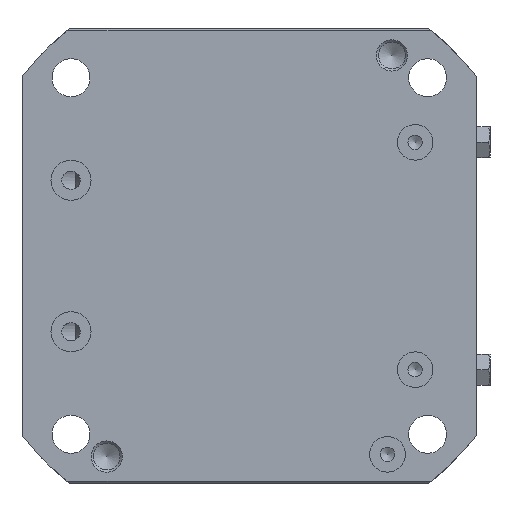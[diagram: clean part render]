
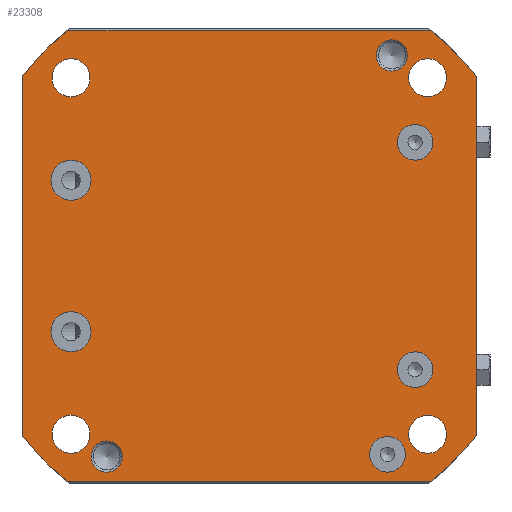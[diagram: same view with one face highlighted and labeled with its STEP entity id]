
A CAD part, front view. The second image highlights one B-rep face of the part: STEP entity #23308.
In plain terms, the highlighted planar face has unit normal (0, -1, 0).
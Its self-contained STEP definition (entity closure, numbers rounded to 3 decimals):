
#939=FACE_BOUND('',#7986,.T.);
#940=FACE_BOUND('',#7987,.T.);
#941=FACE_BOUND('',#7988,.T.);
#942=FACE_BOUND('',#7989,.T.);
#943=FACE_BOUND('',#7990,.T.);
#944=FACE_BOUND('',#7991,.T.);
#945=FACE_BOUND('',#7992,.T.);
#946=FACE_BOUND('',#7993,.T.);
#947=FACE_BOUND('',#7994,.T.);
#948=FACE_BOUND('',#7995,.T.);
#949=FACE_BOUND('',#7996,.T.);
#1221=LINE('',#33920,#3953);
#1266=LINE('',#34029,#3998);
#1268=LINE('',#34035,#4000);
#1269=LINE('',#34040,#4001);
#3953=VECTOR('',#27252,80.598);
#3998=VECTOR('',#27323,80.598);
#4000=VECTOR('',#27329,81.847);
#4001=VECTOR('',#27334,81.847);
#6775=FACE_OUTER_BOUND('',#7985,.T.);
#7985=EDGE_LOOP('',(#16059,#16060,#16061,#16062,#16063,#16064,#16065,#16066));
#7986=EDGE_LOOP('',(#16067));
#7987=EDGE_LOOP('',(#16068));
#7988=EDGE_LOOP('',(#16069));
#7989=EDGE_LOOP('',(#16070));
#7990=EDGE_LOOP('',(#16071));
#7991=EDGE_LOOP('',(#16072,#16073));
#7992=EDGE_LOOP('',(#16074,#16075));
#7993=EDGE_LOOP('',(#16076,#16077));
#7994=EDGE_LOOP('',(#16078,#16079));
#7995=EDGE_LOOP('',(#16080,#16081));
#7996=EDGE_LOOP('',(#16082,#16083));
#9104=CIRCLE('',#24641,4.5);
#9106=CIRCLE('',#24645,4.5);
#9108=CIRCLE('',#24649,4.);
#9110=CIRCLE('',#24653,4.);
#9112=CIRCLE('',#24657,4.);
#9201=CIRCLE('',#24853,3.5);
#9202=CIRCLE('',#24854,3.5);
#9207=CIRCLE('',#24862,3.5);
#9208=CIRCLE('',#24863,3.5);
#9211=CIRCLE('',#24869,4.25);
#9212=CIRCLE('',#24870,4.25);
#9215=CIRCLE('',#24874,4.25);
#9216=CIRCLE('',#24875,4.25);
#9219=CIRCLE('',#24879,4.25);
#9220=CIRCLE('',#24880,4.25);
#9223=CIRCLE('',#24884,4.25);
#9224=CIRCLE('',#24885,4.25);
#9239=CIRCLE('',#24904,65.);
#9240=CIRCLE('',#24905,65.);
#9241=CIRCLE('',#24906,65.);
#9242=CIRCLE('',#24907,65.);
#9551=VERTEX_POINT('',#33158);
#9553=VERTEX_POINT('',#33165);
#9555=VERTEX_POINT('',#33172);
#9557=VERTEX_POINT('',#33179);
#9559=VERTEX_POINT('',#33186);
#9743=VERTEX_POINT('',#33837);
#9744=VERTEX_POINT('',#33839);
#9750=VERTEX_POINT('',#33856);
#9751=VERTEX_POINT('',#33858);
#9755=VERTEX_POINT('',#33871);
#9756=VERTEX_POINT('',#33872);
#9759=VERTEX_POINT('',#33881);
#9760=VERTEX_POINT('',#33882);
#9763=VERTEX_POINT('',#33891);
#9764=VERTEX_POINT('',#33892);
#9767=VERTEX_POINT('',#33901);
#9768=VERTEX_POINT('',#33902);
#9774=VERTEX_POINT('',#33917);
#9775=VERTEX_POINT('',#33919);
#9825=VERTEX_POINT('',#34026);
#9826=VERTEX_POINT('',#34028);
#9827=VERTEX_POINT('',#34032);
#9828=VERTEX_POINT('',#34034);
#9829=VERTEX_POINT('',#34037);
#9830=VERTEX_POINT('',#34039);
#11891=EDGE_CURVE('',#9551,#9551,#9104,.T.);
#11894=EDGE_CURVE('',#9553,#9553,#9106,.T.);
#11897=EDGE_CURVE('',#9555,#9555,#9108,.T.);
#11900=EDGE_CURVE('',#9557,#9557,#9110,.T.);
#11903=EDGE_CURVE('',#9559,#9559,#9112,.T.);
#12174=EDGE_CURVE('',#9743,#9744,#9201,.T.);
#12175=EDGE_CURVE('',#9744,#9743,#9202,.T.);
#12183=EDGE_CURVE('',#9750,#9751,#9207,.T.);
#12184=EDGE_CURVE('',#9751,#9750,#9208,.T.);
#12189=EDGE_CURVE('',#9755,#9756,#9211,.T.);
#12190=EDGE_CURVE('',#9756,#9755,#9212,.T.);
#12194=EDGE_CURVE('',#9759,#9760,#9215,.T.);
#12195=EDGE_CURVE('',#9760,#9759,#9216,.T.);
#12199=EDGE_CURVE('',#9763,#9764,#9219,.T.);
#12200=EDGE_CURVE('',#9764,#9763,#9220,.T.);
#12204=EDGE_CURVE('',#9767,#9768,#9223,.T.);
#12205=EDGE_CURVE('',#9768,#9767,#9224,.T.);
#12212=EDGE_CURVE('',#9774,#9775,#1221,.T.);
#12269=EDGE_CURVE('',#9826,#9825,#1266,.T.);
#12271=EDGE_CURVE('',#9774,#9827,#9239,.T.);
#12272=EDGE_CURVE('',#9827,#9828,#1268,.T.);
#12273=EDGE_CURVE('',#9828,#9826,#9240,.T.);
#12274=EDGE_CURVE('',#9825,#9829,#9241,.T.);
#12275=EDGE_CURVE('',#9830,#9829,#1269,.T.);
#12276=EDGE_CURVE('',#9830,#9775,#9242,.T.);
#16059=ORIENTED_EDGE('',*,*,#12271,.T.);
#16060=ORIENTED_EDGE('',*,*,#12272,.T.);
#16061=ORIENTED_EDGE('',*,*,#12273,.T.);
#16062=ORIENTED_EDGE('',*,*,#12269,.T.);
#16063=ORIENTED_EDGE('',*,*,#12274,.T.);
#16064=ORIENTED_EDGE('',*,*,#12275,.F.);
#16065=ORIENTED_EDGE('',*,*,#12276,.T.);
#16066=ORIENTED_EDGE('',*,*,#12212,.F.);
#16067=ORIENTED_EDGE('',*,*,#11891,.T.);
#16068=ORIENTED_EDGE('',*,*,#11894,.T.);
#16069=ORIENTED_EDGE('',*,*,#11897,.T.);
#16070=ORIENTED_EDGE('',*,*,#11900,.T.);
#16071=ORIENTED_EDGE('',*,*,#11903,.T.);
#16072=ORIENTED_EDGE('',*,*,#12175,.F.);
#16073=ORIENTED_EDGE('',*,*,#12174,.F.);
#16074=ORIENTED_EDGE('',*,*,#12204,.T.);
#16075=ORIENTED_EDGE('',*,*,#12205,.T.);
#16076=ORIENTED_EDGE('',*,*,#12199,.T.);
#16077=ORIENTED_EDGE('',*,*,#12200,.T.);
#16078=ORIENTED_EDGE('',*,*,#12194,.T.);
#16079=ORIENTED_EDGE('',*,*,#12195,.T.);
#16080=ORIENTED_EDGE('',*,*,#12189,.T.);
#16081=ORIENTED_EDGE('',*,*,#12190,.T.);
#16082=ORIENTED_EDGE('',*,*,#12184,.F.);
#16083=ORIENTED_EDGE('',*,*,#12183,.F.);
#22225=PLANE('',#24903);
#23308=ADVANCED_FACE('',(#6775,#939,#940,#941,#942,#943,#944,#945,#946,
#947,#948,#949),#22225,.F.);
#24641=AXIS2_PLACEMENT_3D('',#33159,#26610,#26611);
#24645=AXIS2_PLACEMENT_3D('',#33166,#26619,#26620);
#24649=AXIS2_PLACEMENT_3D('',#33173,#26628,#26629);
#24653=AXIS2_PLACEMENT_3D('',#33180,#26637,#26638);
#24657=AXIS2_PLACEMENT_3D('',#33187,#26646,#26647);
#24853=AXIS2_PLACEMENT_3D('',#33840,#27166,#27167);
#24854=AXIS2_PLACEMENT_3D('',#33841,#27168,#27169);
#24862=AXIS2_PLACEMENT_3D('',#33859,#27187,#27188);
#24863=AXIS2_PLACEMENT_3D('',#33860,#27189,#27190);
#24869=AXIS2_PLACEMENT_3D('',#33873,#27203,#27204);
#24870=AXIS2_PLACEMENT_3D('',#33874,#27205,#27206);
#24874=AXIS2_PLACEMENT_3D('',#33883,#27214,#27215);
#24875=AXIS2_PLACEMENT_3D('',#33884,#27216,#27217);
#24879=AXIS2_PLACEMENT_3D('',#33893,#27225,#27226);
#24880=AXIS2_PLACEMENT_3D('',#33894,#27227,#27228);
#24884=AXIS2_PLACEMENT_3D('',#33903,#27236,#27237);
#24885=AXIS2_PLACEMENT_3D('',#33904,#27238,#27239);
#24903=AXIS2_PLACEMENT_3D('',#34031,#27325,#27326);
#24904=AXIS2_PLACEMENT_3D('',#34033,#27327,#27328);
#24905=AXIS2_PLACEMENT_3D('',#34036,#27330,#27331);
#24906=AXIS2_PLACEMENT_3D('',#34038,#27332,#27333);
#24907=AXIS2_PLACEMENT_3D('',#34041,#27335,#27336);
#26610=DIRECTION('center_axis',(0.,1.,0.));
#26611=DIRECTION('ref_axis',(-1.,0.,0.));
#26619=DIRECTION('center_axis',(0.,1.,0.));
#26620=DIRECTION('ref_axis',(-1.,0.,0.));
#26628=DIRECTION('center_axis',(0.,1.,0.));
#26629=DIRECTION('ref_axis',(-1.,0.,0.));
#26637=DIRECTION('center_axis',(0.,1.,0.));
#26638=DIRECTION('ref_axis',(-1.,0.,0.));
#26646=DIRECTION('center_axis',(0.,1.,0.));
#26647=DIRECTION('ref_axis',(-1.,0.,0.));
#27166=DIRECTION('center_axis',(0.,-1.,0.));
#27167=DIRECTION('ref_axis',(0.,0.,-1.));
#27168=DIRECTION('center_axis',(0.,-1.,0.));
#27169=DIRECTION('ref_axis',(0.,0.,-1.));
#27187=DIRECTION('center_axis',(0.,-1.,0.));
#27188=DIRECTION('ref_axis',(0.,0.,-1.));
#27189=DIRECTION('center_axis',(0.,-1.,0.));
#27190=DIRECTION('ref_axis',(0.,0.,-1.));
#27203=DIRECTION('center_axis',(0.,1.,0.));
#27204=DIRECTION('ref_axis',(0.,0.,1.));
#27205=DIRECTION('center_axis',(0.,1.,0.));
#27206=DIRECTION('ref_axis',(0.,0.,1.));
#27214=DIRECTION('center_axis',(0.,1.,0.));
#27215=DIRECTION('ref_axis',(0.,0.,1.));
#27216=DIRECTION('center_axis',(0.,1.,0.));
#27217=DIRECTION('ref_axis',(0.,0.,1.));
#27225=DIRECTION('center_axis',(0.,1.,0.));
#27226=DIRECTION('ref_axis',(0.,0.,1.));
#27227=DIRECTION('center_axis',(0.,1.,0.));
#27228=DIRECTION('ref_axis',(0.,0.,1.));
#27236=DIRECTION('center_axis',(0.,1.,0.));
#27237=DIRECTION('ref_axis',(0.,0.,1.));
#27238=DIRECTION('center_axis',(0.,1.,0.));
#27239=DIRECTION('ref_axis',(0.,0.,1.));
#27252=DIRECTION('',(0.,0.,-1.));
#27323=DIRECTION('',(0.,0.,-1.));
#27325=DIRECTION('center_axis',(0.,1.,0.));
#27326=DIRECTION('ref_axis',(0.,0.,1.));
#27327=DIRECTION('center_axis',(0.,-1.,0.));
#27328=DIRECTION('ref_axis',(0.,0.,-1.));
#27329=DIRECTION('',(-1.,0.,0.));
#27330=DIRECTION('center_axis',(0.,-1.,0.));
#27331=DIRECTION('ref_axis',(0.,0.,-1.));
#27332=DIRECTION('center_axis',(0.,-1.,0.));
#27333=DIRECTION('ref_axis',(0.,0.,-1.));
#27334=DIRECTION('',(-1.,0.,0.));
#27335=DIRECTION('center_axis',(0.,-1.,0.));
#27336=DIRECTION('ref_axis',(0.,0.,-1.));
#33158=CARTESIAN_POINT('',(-35.5,0.,-17.));
#33159=CARTESIAN_POINT('Origin',(-40.,0.,-17.));
#33165=CARTESIAN_POINT('',(-35.5,0.,17.));
#33166=CARTESIAN_POINT('Origin',(-40.,0.,17.));
#33172=CARTESIAN_POINT('',(41.2,0.,25.5));
#33173=CARTESIAN_POINT('Origin',(37.2,0.,25.5));
#33179=CARTESIAN_POINT('',(41.2,0.,-25.5));
#33180=CARTESIAN_POINT('Origin',(37.2,0.,-25.5));
#33186=CARTESIAN_POINT('',(35.,0.,-44.5));
#33187=CARTESIAN_POINT('Origin',(31.,0.,-44.5));
#33837=CARTESIAN_POINT('',(32.,0.,48.5));
#33839=CARTESIAN_POINT('',(32.,0.,41.5));
#33840=CARTESIAN_POINT('Origin',(32.,0.,45.));
#33841=CARTESIAN_POINT('Origin',(32.,0.,45.));
#33856=CARTESIAN_POINT('',(-32.,0.,-41.5));
#33858=CARTESIAN_POINT('',(-32.,0.,-48.5));
#33859=CARTESIAN_POINT('Origin',(-32.,0.,-45.));
#33860=CARTESIAN_POINT('Origin',(-32.,0.,-45.));
#33871=CARTESIAN_POINT('',(-40.,0.,44.25));
#33872=CARTESIAN_POINT('',(-40.,0.,35.75));
#33873=CARTESIAN_POINT('Origin',(-40.,0.,40.));
#33874=CARTESIAN_POINT('Origin',(-40.,0.,40.));
#33881=CARTESIAN_POINT('',(40.,0.,44.25));
#33882=CARTESIAN_POINT('',(40.,0.,35.75));
#33883=CARTESIAN_POINT('Origin',(40.,0.,40.));
#33884=CARTESIAN_POINT('Origin',(40.,0.,40.));
#33891=CARTESIAN_POINT('',(40.,0.,-35.75));
#33892=CARTESIAN_POINT('',(40.,0.,-44.25));
#33893=CARTESIAN_POINT('Origin',(40.,0.,-40.));
#33894=CARTESIAN_POINT('Origin',(40.,0.,-40.));
#33901=CARTESIAN_POINT('',(-40.,0.,-35.75));
#33902=CARTESIAN_POINT('',(-40.,0.,-44.25));
#33903=CARTESIAN_POINT('Origin',(-40.,0.,-40.));
#33904=CARTESIAN_POINT('Origin',(-40.,0.,-40.));
#33917=CARTESIAN_POINT('',(51.,0.,40.299));
#33919=CARTESIAN_POINT('',(51.,0.,-40.299));
#33920=CARTESIAN_POINT('',(51.,0.,40.299));
#34026=CARTESIAN_POINT('',(-51.,0.,-40.299));
#34028=CARTESIAN_POINT('',(-51.,0.,40.299));
#34029=CARTESIAN_POINT('',(-51.,0.,40.299));
#34031=CARTESIAN_POINT('Origin',(51.,0.,50.5));
#34032=CARTESIAN_POINT('',(40.924,0.,50.5));
#34033=CARTESIAN_POINT('Origin',(0.,0.,0.));
#34034=CARTESIAN_POINT('',(-40.924,0.,50.5));
#34035=CARTESIAN_POINT('',(40.924,0.,50.5));
#34036=CARTESIAN_POINT('Origin',(0.,0.,0.));
#34037=CARTESIAN_POINT('',(-40.924,0.,-50.5));
#34038=CARTESIAN_POINT('Origin',(0.,0.,0.));
#34039=CARTESIAN_POINT('',(40.924,0.,-50.5));
#34040=CARTESIAN_POINT('',(40.924,0.,-50.5));
#34041=CARTESIAN_POINT('Origin',(0.,0.,0.));
